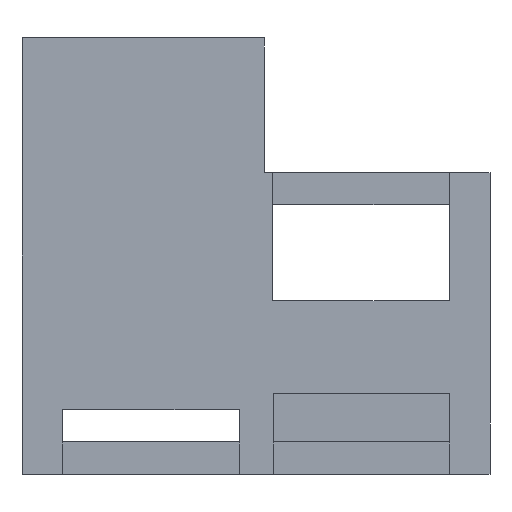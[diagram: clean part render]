
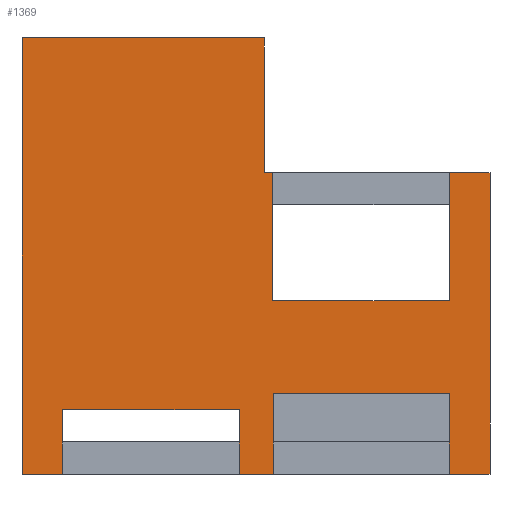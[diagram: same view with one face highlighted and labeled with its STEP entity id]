
A CAD part, left-side view. The second image highlights one B-rep face of the part: STEP entity #1369.
In plain terms, the highlighted planar face has unit normal (-1, 0, 0).
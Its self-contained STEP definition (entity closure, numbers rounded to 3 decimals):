
#12 = LINE ( 'NONE', #979, #351 ) ;
#15 = ORIENTED_EDGE ( 'NONE', *, *, #1096, .T. ) ;
#19 = CARTESIAN_POINT ( 'NONE',  ( -2., 13.639, 2. ) ) ;
#23 = EDGE_CURVE ( 'NONE', #555, #1317, #1433, .T. ) ;
#38 = ORIENTED_EDGE ( 'NONE', *, *, #532, .T. ) ;
#42 = DIRECTION ( 'NONE',  ( 0., 0., -1. ) ) ;
#44 = EDGE_CURVE ( 'NONE', #1165, #973, #667, .T. ) ;
#48 = LINE ( 'NONE', #1849, #1550 ) ;
#63 = ORIENTED_EDGE ( 'NONE', *, *, #319, .F. ) ;
#86 = VERTEX_POINT ( 'NONE', #378 ) ;
#92 = PLANE ( 'NONE',  #411 ) ;
#102 = LINE ( 'NONE', #1393, #436 ) ;
#125 = CARTESIAN_POINT ( 'NONE',  ( -2., 12.1, 25.21 ) ) ;
#127 = VECTOR ( 'NONE', #569, 1000. ) ;
#132 = VECTOR ( 'NONE', #335, 1000. ) ;
#152 = ORIENTED_EDGE ( 'NONE', *, *, #277, .F. ) ;
#164 = EDGE_CURVE ( 'NONE', #1488, #555, #102, .T. ) ;
#172 = CARTESIAN_POINT ( 'NONE',  ( -2., 24.68, 2. ) ) ;
#174 = VERTEX_POINT ( 'NONE', #1047 ) ;
#189 = CARTESIAN_POINT ( 'NONE',  ( -2., 27.2, 25.21 ) ) ;
#194 = LINE ( 'NONE', #1703, #909 ) ;
#197 = CARTESIAN_POINT ( 'NONE',  ( -2., 11.55, 21.25 ) ) ;
#228 = ORIENTED_EDGE ( 'NONE', *, *, #914, .F. ) ;
#252 = CARTESIAN_POINT ( 'NONE',  ( -2., 0.538, -2. ) ) ;
#257 = VECTOR ( 'NONE', #1577, 1000. ) ;
#261 = VECTOR ( 'NONE', #1205, 1000. ) ;
#277 = EDGE_CURVE ( 'NONE', #174, #1201, #12, .T. ) ;
#286 = VECTOR ( 'NONE', #1303, 1000. ) ;
#300 = CARTESIAN_POINT ( 'NONE',  ( -2., 12.1, -2. ) ) ;
#319 = EDGE_CURVE ( 'NONE', #1045, #1648, #696, .T. ) ;
#324 = LINE ( 'NONE', #518, #1435 ) ;
#335 = DIRECTION ( 'NONE',  ( 0., 0., 1. ) ) ;
#351 = VECTOR ( 'NONE', #1886, 1000. ) ;
#358 = CARTESIAN_POINT ( 'NONE',  ( -2., 13.1, 25.21 ) ) ;
#359 = EDGE_CURVE ( 'NONE', #399, #1649, #1315, .T. ) ;
#363 = ORIENTED_EDGE ( 'NONE', *, *, #1592, .F. ) ;
#371 = ORIENTED_EDGE ( 'NONE', *, *, #1651, .F. ) ;
#373 = ORIENTED_EDGE ( 'NONE', *, *, #1200, .T. ) ;
#378 = CARTESIAN_POINT ( 'NONE',  ( -2., 0.538, 3. ) ) ;
#386 = DIRECTION ( 'NONE',  ( 0., -1., 0. ) ) ;
#399 = VERTEX_POINT ( 'NONE', #500 ) ;
#411 = AXIS2_PLACEMENT_3D ( 'NONE', #1540, #1679, #810 ) ;
#413 = LINE ( 'NONE', #1254, #1289 ) ;
#417 = VERTEX_POINT ( 'NONE', #1216 ) ;
#428 = CARTESIAN_POINT ( 'NONE',  ( -2., 0., 8.8 ) ) ;
#436 = VECTOR ( 'NONE', #1089, 1000. ) ;
#443 = ORIENTED_EDGE ( 'NONE', *, *, #1081, .F. ) ;
#449 = VERTEX_POINT ( 'NONE', #1074 ) ;
#450 = CARTESIAN_POINT ( 'NONE',  ( -2., -2., -2. ) ) ;
#461 = ORIENTED_EDGE ( 'NONE', *, *, #1528, .F. ) ;
#495 = CARTESIAN_POINT ( 'NONE',  ( -2., 13.639, 2. ) ) ;
#500 = CARTESIAN_POINT ( 'NONE',  ( -2., 0.55, 14.8 ) ) ;
#510 = VERTEX_POINT ( 'NONE', #811 ) ;
#514 = DIRECTION ( 'NONE',  ( 0., 1., 0. ) ) ;
#518 = CARTESIAN_POINT ( 'NONE',  ( -2., 12.1, 16.8 ) ) ;
#532 = EDGE_CURVE ( 'NONE', #539, #973, #1781, .T. ) ;
#539 = VERTEX_POINT ( 'NONE', #1164 ) ;
#545 = DIRECTION ( 'NONE',  ( 0., 1., 0. ) ) ;
#554 = LINE ( 'NONE', #197, #132 ) ;
#555 = VERTEX_POINT ( 'NONE', #19 ) ;
#569 = DIRECTION ( 'NONE',  ( 0., 1., 0. ) ) ;
#570 = FACE_OUTER_BOUND ( 'NONE', #1168, .T. ) ;
#594 = VECTOR ( 'NONE', #861, 1000. ) ;
#603 = CARTESIAN_POINT ( 'NONE',  ( -2., 0.538, 3. ) ) ;
#660 = CARTESIAN_POINT ( 'NONE',  ( -2., 24.68, 2. ) ) ;
#667 = LINE ( 'NONE', #358, #1383 ) ;
#686 = DIRECTION ( 'NONE',  ( 0., 0., 1. ) ) ;
#695 = CARTESIAN_POINT ( 'NONE',  ( -2., 13.639, -2. ) ) ;
#696 = LINE ( 'NONE', #1278, #1413 ) ;
#697 = ORIENTED_EDGE ( 'NONE', *, *, #23, .F. ) ;
#749 = EDGE_CURVE ( 'NONE', #876, #399, #1802, .T. ) ;
#810 = DIRECTION ( 'NONE',  ( 0., 0., -1. ) ) ;
#811 = CARTESIAN_POINT ( 'NONE',  ( -2., 11.55, 14.8 ) ) ;
#814 = DIRECTION ( 'NONE',  ( 0., -1., 0. ) ) ;
#840 = CARTESIAN_POINT ( 'NONE',  ( -2., 12.1, 16.8 ) ) ;
#858 = CARTESIAN_POINT ( 'NONE',  ( -2., 11.524, -2. ) ) ;
#861 = DIRECTION ( 'NONE',  ( 0., 0., -1. ) ) ;
#876 = VERTEX_POINT ( 'NONE', #1825 ) ;
#887 = LINE ( 'NONE', #1438, #127 ) ;
#909 = VECTOR ( 'NONE', #1423, 1000. ) ;
#914 = EDGE_CURVE ( 'NONE', #539, #417, #324, .T. ) ;
#938 = ORIENTED_EDGE ( 'NONE', *, *, #749, .T. ) ;
#968 = EDGE_CURVE ( 'NONE', #1565, #510, #194, .T. ) ;
#972 = LINE ( 'NONE', #1484, #1308 ) ;
#973 = VERTEX_POINT ( 'NONE', #125 ) ;
#977 = VECTOR ( 'NONE', #984, 1000. ) ;
#979 = CARTESIAN_POINT ( 'NONE',  ( -2., 0., -2. ) ) ;
#984 = DIRECTION ( 'NONE',  ( 0., 0., -1. ) ) ;
#989 = CARTESIAN_POINT ( 'NONE',  ( -2., 0.55, 21.25 ) ) ;
#1041 = VECTOR ( 'NONE', #514, 1000. ) ;
#1045 = VERTEX_POINT ( 'NONE', #450 ) ;
#1047 = CARTESIAN_POINT ( 'NONE',  ( -2., 24.68, -2. ) ) ;
#1048 = VERTEX_POINT ( 'NONE', #1458 ) ;
#1074 = CARTESIAN_POINT ( 'NONE',  ( -2., 11.524, 3. ) ) ;
#1081 = EDGE_CURVE ( 'NONE', #1317, #174, #1110, .T. ) ;
#1089 = DIRECTION ( 'NONE',  ( 0., 0., 1. ) ) ;
#1096 = EDGE_CURVE ( 'NONE', #86, #1648, #1503, .T. ) ;
#1110 = LINE ( 'NONE', #172, #1553 ) ;
#1153 = EDGE_CURVE ( 'NONE', #449, #1813, #972, .T. ) ;
#1164 = CARTESIAN_POINT ( 'NONE',  ( -2., 12.1, 16.8 ) ) ;
#1165 = VERTEX_POINT ( 'NONE', #189 ) ;
#1168 = EDGE_LOOP ( 'NONE', ( #1884, #371, #1394, #363, #15, #63, #1834, #461, #938, #1463, #1554, #1183, #373, #228, #38, #1869, #1210, #152, #443, #697 ) ) ;
#1171 = DIRECTION ( 'NONE',  ( 0., 0., -1. ) ) ;
#1183 = ORIENTED_EDGE ( 'NONE', *, *, #968, .T. ) ;
#1200 = EDGE_CURVE ( 'NONE', #510, #417, #554, .T. ) ;
#1201 = VERTEX_POINT ( 'NONE', #1635 ) ;
#1205 = DIRECTION ( 'NONE',  ( 0., 0., -1. ) ) ;
#1210 = ORIENTED_EDGE ( 'NONE', *, *, #1447, .F. ) ;
#1216 = CARTESIAN_POINT ( 'NONE',  ( -2., 11.55, 16.8 ) ) ;
#1254 = CARTESIAN_POINT ( 'NONE',  ( -2., 0., -2. ) ) ;
#1260 = VECTOR ( 'NONE', #1654, 1000. ) ;
#1274 = DIRECTION ( 'NONE',  ( 0., 1., 0. ) ) ;
#1278 = CARTESIAN_POINT ( 'NONE',  ( -2., 0., -2. ) ) ;
#1289 = VECTOR ( 'NONE', #545, 1000. ) ;
#1303 = DIRECTION ( 'NONE',  ( 0., 0., 1. ) ) ;
#1308 = VECTOR ( 'NONE', #42, 1000. ) ;
#1315 = LINE ( 'NONE', #989, #977 ) ;
#1317 = VERTEX_POINT ( 'NONE', #660 ) ;
#1369 = ADVANCED_FACE ( 'NONE', ( #570 ), #92, .F. ) ;
#1383 = VECTOR ( 'NONE', #386, 1000. ) ;
#1393 = CARTESIAN_POINT ( 'NONE',  ( -2., 13.639, -2. ) ) ;
#1394 = ORIENTED_EDGE ( 'NONE', *, *, #1153, .F. ) ;
#1413 = VECTOR ( 'NONE', #1274, 1000. ) ;
#1423 = DIRECTION ( 'NONE',  ( 0., 0., 1. ) ) ;
#1433 = LINE ( 'NONE', #495, #1041 ) ;
#1435 = VECTOR ( 'NONE', #814, 1000. ) ;
#1438 = CARTESIAN_POINT ( 'NONE',  ( -2., 0.538, 3. ) ) ;
#1447 = EDGE_CURVE ( 'NONE', #1201, #1165, #48, .T. ) ;
#1457 = VECTOR ( 'NONE', #1768, 1000. ) ;
#1458 = CARTESIAN_POINT ( 'NONE',  ( -2., -2., 16.8 ) ) ;
#1463 = ORIENTED_EDGE ( 'NONE', *, *, #359, .T. ) ;
#1484 = CARTESIAN_POINT ( 'NONE',  ( -2., 11.524, 3. ) ) ;
#1488 = VERTEX_POINT ( 'NONE', #695 ) ;
#1503 = LINE ( 'NONE', #603, #1457 ) ;
#1528 = EDGE_CURVE ( 'NONE', #876, #1048, #1846, .T. ) ;
#1540 = CARTESIAN_POINT ( 'NONE',  ( -2., 0., 21.25 ) ) ;
#1547 = CARTESIAN_POINT ( 'NONE',  ( -2., 0.55, 8.8 ) ) ;
#1550 = VECTOR ( 'NONE', #686, 1000. ) ;
#1553 = VECTOR ( 'NONE', #1171, 1000. ) ;
#1554 = ORIENTED_EDGE ( 'NONE', *, *, #1569, .F. ) ;
#1565 = VERTEX_POINT ( 'NONE', #1591 ) ;
#1569 = EDGE_CURVE ( 'NONE', #1565, #1649, #1657, .T. ) ;
#1577 = DIRECTION ( 'NONE',  ( 0., -1., 0. ) ) ;
#1591 = CARTESIAN_POINT ( 'NONE',  ( -2., 11.55, 8.8 ) ) ;
#1592 = EDGE_CURVE ( 'NONE', #86, #449, #887, .T. ) ;
#1635 = CARTESIAN_POINT ( 'NONE',  ( -2., 27.2, -2. ) ) ;
#1648 = VERTEX_POINT ( 'NONE', #252 ) ;
#1649 = VERTEX_POINT ( 'NONE', #1547 ) ;
#1651 = EDGE_CURVE ( 'NONE', #1813, #1488, #413, .T. ) ;
#1654 = DIRECTION ( 'NONE',  ( 0., -1., 0. ) ) ;
#1657 = LINE ( 'NONE', #428, #1260 ) ;
#1679 = DIRECTION ( 'NONE',  ( 1., 0., 0. ) ) ;
#1703 = CARTESIAN_POINT ( 'NONE',  ( -2., 11.55, 21.25 ) ) ;
#1736 = CARTESIAN_POINT ( 'NONE',  ( -2., -2., 23.25 ) ) ;
#1754 = LINE ( 'NONE', #1736, #594 ) ;
#1768 = DIRECTION ( 'NONE',  ( 0., 0., -1. ) ) ;
#1781 = LINE ( 'NONE', #300, #286 ) ;
#1793 = CARTESIAN_POINT ( 'NONE',  ( -2., 0.55, 21.25 ) ) ;
#1802 = LINE ( 'NONE', #1793, #261 ) ;
#1813 = VERTEX_POINT ( 'NONE', #858 ) ;
#1823 = EDGE_CURVE ( 'NONE', #1048, #1045, #1754, .T. ) ;
#1825 = CARTESIAN_POINT ( 'NONE',  ( -2., 0.55, 16.8 ) ) ;
#1834 = ORIENTED_EDGE ( 'NONE', *, *, #1823, .F. ) ;
#1846 = LINE ( 'NONE', #840, #257 ) ;
#1849 = CARTESIAN_POINT ( 'NONE',  ( -2., 27.2, -2. ) ) ;
#1869 = ORIENTED_EDGE ( 'NONE', *, *, #44, .F. ) ;
#1884 = ORIENTED_EDGE ( 'NONE', *, *, #164, .F. ) ;
#1886 = DIRECTION ( 'NONE',  ( 0., 1., 0. ) ) ;
